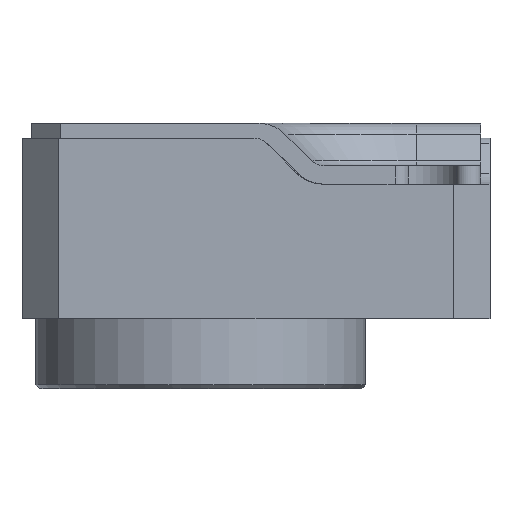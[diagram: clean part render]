
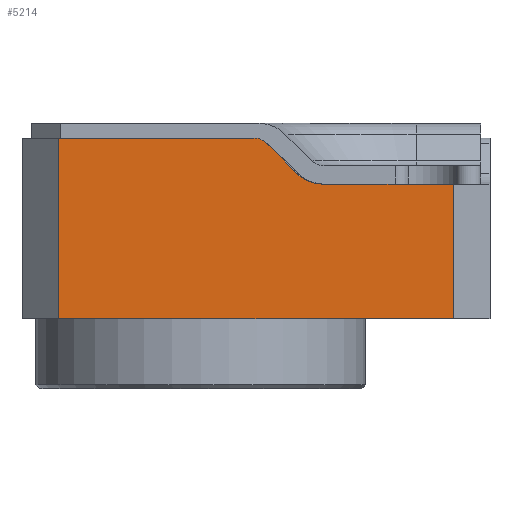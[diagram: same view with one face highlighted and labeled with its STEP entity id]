
A CAD part, front view. The second image highlights one B-rep face of the part: STEP entity #5214.
In plain terms, the highlighted planar face has unit normal (0, -1, 0).
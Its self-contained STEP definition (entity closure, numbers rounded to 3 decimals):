
#3754=FACE_OUTER_BOUND('',#14957,.T.);
#5214=ADVANCED_FACE('',(#3754),#6692,.T.);
#6692=PLANE('',#32362);
#8006=CIRCLE('',#32360,1.);
#8007=CIRCLE('',#32361,0.5);
#8400=LINE('',#41862,#11624);
#8411=LINE('',#41892,#11635);
#8412=LINE('',#41894,#11636);
#8413=LINE('',#41896,#11637);
#8414=LINE('',#41898,#11638);
#8415=LINE('',#41902,#11639);
#11624=VECTOR('',#34339,1.);
#11635=VECTOR('',#34362,1.);
#11636=VECTOR('',#34363,1.);
#11637=VECTOR('',#34364,1.);
#11638=VECTOR('',#34365,1.);
#11639=VECTOR('',#34368,1.);
#14957=EDGE_LOOP('',(#16762,#16763,#16764,#16765,#16766,#16767,#16768,#16769));
#16762=ORIENTED_EDGE('',*,*,#27751,.T.);
#16763=ORIENTED_EDGE('',*,*,#27766,.T.);
#16764=ORIENTED_EDGE('',*,*,#27767,.T.);
#16765=ORIENTED_EDGE('',*,*,#27768,.T.);
#16766=ORIENTED_EDGE('',*,*,#27769,.F.);
#16767=ORIENTED_EDGE('',*,*,#27770,.T.);
#16768=ORIENTED_EDGE('',*,*,#27771,.T.);
#16769=ORIENTED_EDGE('',*,*,#27772,.T.);
#24998=VERTEX_POINT('',#41861);
#24999=VERTEX_POINT('',#41863);
#25012=VERTEX_POINT('',#41893);
#25013=VERTEX_POINT('',#41895);
#25014=VERTEX_POINT('',#41897);
#25015=VERTEX_POINT('',#41899);
#25016=VERTEX_POINT('',#41901);
#25017=VERTEX_POINT('',#41903);
#27751=EDGE_CURVE('',#24999,#24998,#8400,.T.);
#27766=EDGE_CURVE('',#24998,#25012,#8411,.T.);
#27767=EDGE_CURVE('',#25012,#25013,#8412,.T.);
#27768=EDGE_CURVE('',#25013,#25014,#8413,.T.);
#27769=EDGE_CURVE('',#25015,#25014,#8414,.T.);
#27770=EDGE_CURVE('',#25015,#25016,#8006,.T.);
#27771=EDGE_CURVE('',#25016,#25017,#8415,.T.);
#27772=EDGE_CURVE('',#25017,#24999,#8007,.T.);
#32360=AXIS2_PLACEMENT_3D('',#41900,#34366,#34367);
#32361=AXIS2_PLACEMENT_3D('',#41904,#34369,#34370);
#32362=AXIS2_PLACEMENT_3D('',#41905,#34371,#34372);
#34339=DIRECTION('',(-1.,0.,0.));
#34362=DIRECTION('',(0.,0.,-1.));
#34363=DIRECTION('',(1.,0.,0.));
#34364=DIRECTION('',(0.,0.,1.));
#34365=DIRECTION('',(1.,0.,0.));
#34366=DIRECTION('',(0.,1.,0.));
#34367=DIRECTION('',(0.,0.,-1.));
#34368=DIRECTION('',(-0.707,0.,0.707));
#34369=DIRECTION('',(0.,-1.,0.));
#34370=DIRECTION('',(0.,0.,-1.));
#34371=DIRECTION('',(0.,-1.,0.));
#34372=DIRECTION('',(0.,0.,-1.));
#41861=CARTESIAN_POINT('',(1.,0.,4.9));
#41862=CARTESIAN_POINT('',(6.35,0.,4.9));
#41863=CARTESIAN_POINT('',(6.293,0.,4.9));
#41892=CARTESIAN_POINT('',(1.,0.,0.));
#41893=CARTESIAN_POINT('',(1.,0.,0.));
#41894=CARTESIAN_POINT('',(6.35,0.,0.));
#41895=CARTESIAN_POINT('',(11.7,0.,0.));
#41896=CARTESIAN_POINT('',(11.7,0.,0.));
#41897=CARTESIAN_POINT('',(11.7,0.,3.65));
#41898=CARTESIAN_POINT('',(7.75,0.,3.65));
#41899=CARTESIAN_POINT('',(8.164,0.,3.65));
#41900=CARTESIAN_POINT('',(8.164,0.,4.65));
#41901=CARTESIAN_POINT('',(7.457,0.,3.943));
#41902=CARTESIAN_POINT('',(8.875,0.,2.525));
#41903=CARTESIAN_POINT('',(6.646,0.,4.754));
#41904=CARTESIAN_POINT('',(6.293,0.,4.4));
#41905=CARTESIAN_POINT('',(6.35,0.,0.));
